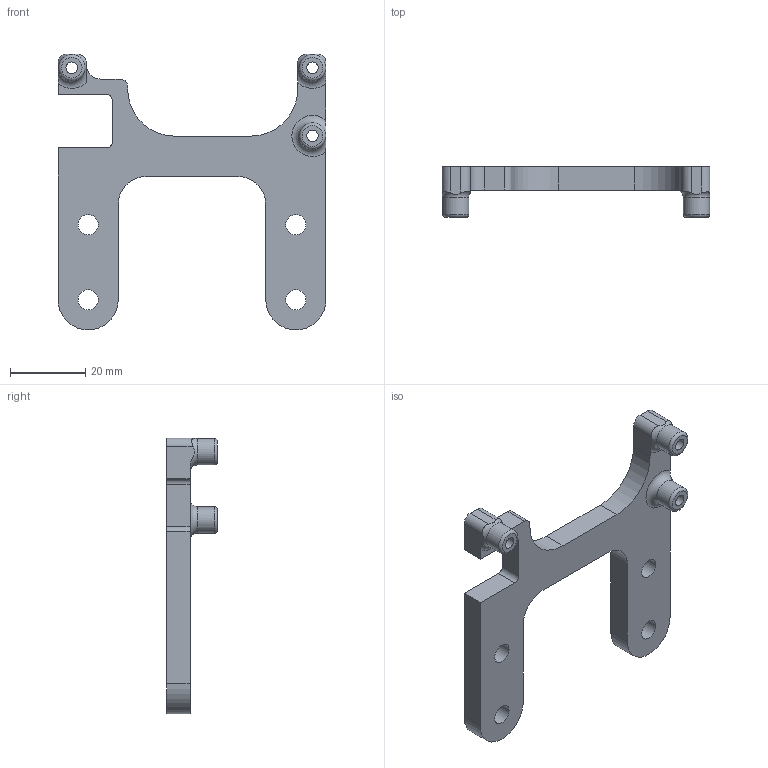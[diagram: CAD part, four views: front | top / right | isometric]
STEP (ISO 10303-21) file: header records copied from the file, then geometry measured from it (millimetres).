
FILE_DESCRIPTION(/* description */ (''),/* implementation_level */ '2;1');
FILE_NAME(/* name */ 'Interface Mount.step',/* time_stamp */ '2023-01-08T16:34:59-05:00',/* author */ (''),/* organization */ (''),/* preprocessor_version */ 'ST-DEVELOPER v19.2',/* originating_system */ 'Autodesk Translation Framework v11.17.0.187',/* authorisation */ '');
FILE_SCHEMA (('AUTOMOTIVE_DESIGN { 1 0 10303 214 3 1 1 }'));
Length unit declared in the file: millimetre
Products named in the file (1): Interface Mount
Bounding box: 71.35 x 13.53 x 73.45 mm (x, y, z)
Volume: 14758 mm3; surface area: 8274 mm2
Topology: 1 solids, 1 shells, 58 faces, 161 edges, 105 vertices
Faces by surface type: cylinder 24, plane 21, cone 7, torus 6
Full cylindrical faces by diameter (mm): 3.1 x3, 5.4 x4, 7 x3
Entity records: 2053 total; most frequent: CARTESIAN_POINT 458, DIRECTION 340, ORIENTED_EDGE 322, EDGE_CURVE 161, AXIS2_PLACEMENT_3D 131, VERTEX_POINT 105, LINE 78, VECTOR 78
